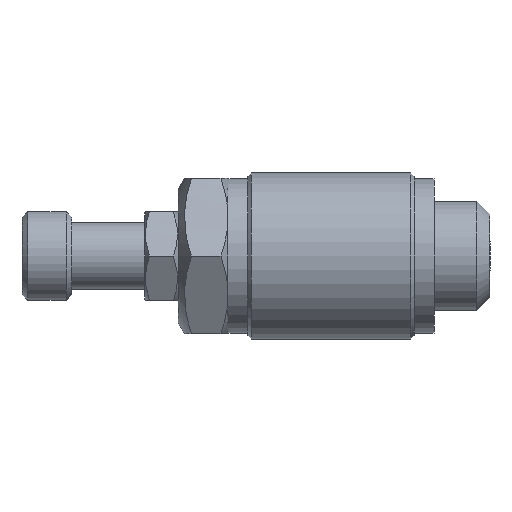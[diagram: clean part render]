
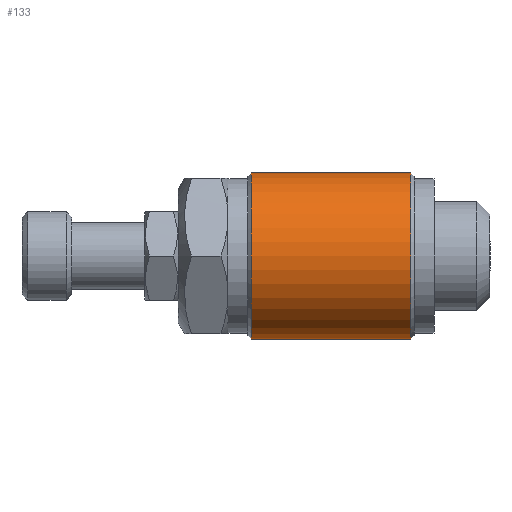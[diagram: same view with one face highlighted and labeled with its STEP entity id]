
A CAD part, left-side view. The second image highlights one B-rep face of the part: STEP entity #133.
In plain terms, the highlighted cylindrical face has radius 7.5 mm (diameter 15 mm), a full revolution.
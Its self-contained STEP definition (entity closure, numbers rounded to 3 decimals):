
#133 = ADVANCED_FACE( 'NONE', ( #360, #361, #362 ), #363, .T. );
#360 = FACE_OUTER_BOUND( '', #868, .T. );
#361 = FACE_OUTER_BOUND( '', #869, .T. );
#362 = FACE_BOUND( '', #870, .T. );
#363 = CYLINDRICAL_SURFACE( '', #871, 7.5 );
#868 = EDGE_LOOP( '', ( #3554 ) );
#869 = EDGE_LOOP( '', ( #3555 ) );
#870 = EDGE_LOOP( '', ( #3556, #3557 ) );
#871 = AXIS2_PLACEMENT_3D( '', #3558, #3559, #3560 );
#3554 = ORIENTED_EDGE( '', *, *, #5108, .T. );
#3555 = ORIENTED_EDGE( '', *, *, #5109, .T. );
#3556 = ORIENTED_EDGE( '', *, *, #5110, .T. );
#3557 = ORIENTED_EDGE( '', *, *, #5111, .T. );
#3558 = CARTESIAN_POINT( '', ( 0., 4.819, 0. ) );
#3559 = DIRECTION( '', ( 0., -1., 0. ) );
#3560 = DIRECTION( '', ( 0., 0., -1. ) );
#5108 = EDGE_CURVE( 'NONE', #5659, #5659, #5660, .T. );
#5109 = EDGE_CURVE( 'NONE', #5661, #5661, #5662, .T. );
#5110 = EDGE_CURVE( 'NONE', #5663, #5664, #5665, .T. );
#5111 = EDGE_CURVE( 'NONE', #5664, #5663, #5666, .T. );
#5659 = VERTEX_POINT( '', #6565 );
#5660 = CIRCLE( '', #6566, 7.5 );
#5661 = VERTEX_POINT( '', #6567 );
#5662 = CIRCLE( '', #6568, 7.5 );
#5663 = VERTEX_POINT( 'NONE', #6569 );
#5664 = VERTEX_POINT( 'NONE', #6570 );
#5665 = B_SPLINE_CURVE_WITH_KNOTS( '', 3, ( #6571, #6572, #6573, #6574, #6575, #6576, #6577, #6578, #6579, #6580, #6581, #6582, #6583, #6584, #6585, #6586, #6587, #6588, #6589, #6590, #6591, #6592, #6593, #6594, #6595, #6596, #6597 ), .UNSPECIFIED., .F., .F., ( 4, 1, 1, 1, 1, 1, 1, 1, 1, 1, 1, 1, 1, 1, 1, 1, 1, 1, 1, 1, 1, 1, 1, 1, 4 ), ( 0., 0.013, 0.026, 0.038, 0.05, 0.062, 0.093, 0.125, 0.186, 0.25, 0.313, 0.375, 0.438, 0.5, 0.562, 0.625, 0.687, 0.75, 0.814, 0.875, 0.907, 0.937, 0.953, 0.969, 1. ), .UNSPECIFIED. );
#5666 = B_SPLINE_CURVE_WITH_KNOTS( '', 3, ( #6598, #6599, #6600, #6601, #6602, #6603, #6604, #6605, #6606, #6607, #6608, #6609, #6610, #6611, #6612, #6613, #6614, #6615, #6616, #6617, #6618, #6619, #6620, #6621, #6622, #6623, #6624 ), .UNSPECIFIED., .F., .F., ( 4, 1, 1, 1, 1, 1, 1, 1, 1, 1, 1, 1, 1, 1, 1, 1, 1, 1, 1, 1, 1, 1, 1, 1, 4 ), ( 0., 0.013, 0.026, 0.038, 0.05, 0.062, 0.093, 0.125, 0.186, 0.25, 0.313, 0.375, 0.438, 0.5, 0.562, 0.625, 0.687, 0.75, 0.814, 0.875, 0.907, 0.937, 0.953, 0.969, 1. ), .UNSPECIFIED. );
#6565 = CARTESIAN_POINT( '', ( 0., 21.9, -7.5 ) );
#6566 = AXIS2_PLACEMENT_3D( '', #10194, #10195, #10196 );
#6567 = CARTESIAN_POINT( '', ( 0., 7.5, -7.5 ) );
#6568 = AXIS2_PLACEMENT_3D( '', #10197, #10198, #10199 );
#6569 = CARTESIAN_POINT( '', ( 5.662, 14.777, 4.918 ) );
#6570 = CARTESIAN_POINT( '', ( 5.662, 14.637, -4.918 ) );
#6571 = CARTESIAN_POINT( '', ( 5.662, 14.777, 4.918 ) );
#6572 = CARTESIAN_POINT( '', ( 5.664, 14.847, 4.916 ) );
#6573 = CARTESIAN_POINT( '', ( 5.668, 14.985, 4.911 ) );
#6574 = CARTESIAN_POINT( '', ( 5.682, 15.19, 4.895 ) );
#6575 = CARTESIAN_POINT( '', ( 5.701, 15.389, 4.873 ) );
#6576 = CARTESIAN_POINT( '', ( 5.726, 15.583, 4.844 ) );
#6577 = CARTESIAN_POINT( '', ( 5.772, 15.87, 4.79 ) );
#6578 = CARTESIAN_POINT( '', ( 5.854, 16.251, 4.69 ) );
#6579 = CARTESIAN_POINT( '', ( 6.028, 16.856, 4.467 ) );
#6580 = CARTESIAN_POINT( '', ( 6.298, 17.566, 4.088 ) );
#6581 = CARTESIAN_POINT( '', ( 6.655, 18.306, 3.486 ) );
#6582 = CARTESIAN_POINT( '', ( 6.995, 18.927, 2.751 ) );
#6583 = CARTESIAN_POINT( '', ( 7.278, 19.397, 1.891 ) );
#6584 = CARTESIAN_POINT( '', ( 7.463, 19.694, 0.94 ) );
#6585 = CARTESIAN_POINT( '', ( 7.522, 19.784, -0.07 ) );
#6586 = CARTESIAN_POINT( '', ( 7.445, 19.665, -1.075 ) );
#6587 = CARTESIAN_POINT( '', ( 7.244, 19.342, -2.015 ) );
#6588 = CARTESIAN_POINT( '', ( 6.951, 18.85, -2.859 ) );
#6589 = CARTESIAN_POINT( '', ( 6.606, 18.21, -3.577 ) );
#6590 = CARTESIAN_POINT( '', ( 6.25, 17.456, -4.16 ) );
#6591 = CARTESIAN_POINT( '', ( 5.987, 16.733, -4.521 ) );
#6592 = CARTESIAN_POINT( '', ( 5.822, 16.121, -4.729 ) );
#6593 = CARTESIAN_POINT( '', ( 5.743, 15.716, -4.823 ) );
#6594 = CARTESIAN_POINT( '', ( 5.699, 15.389, -4.875 ) );
#6595 = CARTESIAN_POINT( '', ( 5.667, 15.056, -4.913 ) );
#6596 = CARTESIAN_POINT( '', ( 5.664, 14.806, -4.916 ) );
#6597 = CARTESIAN_POINT( '', ( 5.662, 14.637, -4.918 ) );
#6598 = CARTESIAN_POINT( '', ( 5.662, 14.637, -4.918 ) );
#6599 = CARTESIAN_POINT( '', ( 5.664, 14.567, -4.916 ) );
#6600 = CARTESIAN_POINT( '', ( 5.668, 14.428, -4.912 ) );
#6601 = CARTESIAN_POINT( '', ( 5.681, 14.223, -4.897 ) );
#6602 = CARTESIAN_POINT( '', ( 5.7, 14.023, -4.875 ) );
#6603 = CARTESIAN_POINT( '', ( 5.724, 13.829, -4.847 ) );
#6604 = CARTESIAN_POINT( '', ( 5.769, 13.541, -4.792 ) );
#6605 = CARTESIAN_POINT( '', ( 5.851, 13.16, -4.693 ) );
#6606 = CARTESIAN_POINT( '', ( 6.025, 12.553, -4.471 ) );
#6607 = CARTESIAN_POINT( '', ( 6.295, 11.84, -4.093 ) );
#6608 = CARTESIAN_POINT( '', ( 6.653, 11.099, -3.49 ) );
#6609 = CARTESIAN_POINT( '', ( 6.993, 10.476, -2.755 ) );
#6610 = CARTESIAN_POINT( '', ( 7.277, 10.004, -1.894 ) );
#6611 = CARTESIAN_POINT( '', ( 7.463, 9.706, -0.941 ) );
#6612 = CARTESIAN_POINT( '', ( 7.522, 9.616, 0.07 ) );
#6613 = CARTESIAN_POINT( '', ( 7.445, 9.735, 1.077 ) );
#6614 = CARTESIAN_POINT( '', ( 7.243, 10.059, 2.018 ) );
#6615 = CARTESIAN_POINT( '', ( 6.949, 10.553, 2.863 ) );
#6616 = CARTESIAN_POINT( '', ( 6.604, 11.194, 3.581 ) );
#6617 = CARTESIAN_POINT( '', ( 6.247, 11.951, 4.165 ) );
#6618 = CARTESIAN_POINT( '', ( 5.984, 12.676, 4.525 ) );
#6619 = CARTESIAN_POINT( '', ( 5.82, 13.29, 4.732 ) );
#6620 = CARTESIAN_POINT( '', ( 5.742, 13.696, 4.826 ) );
#6621 = CARTESIAN_POINT( '', ( 5.698, 14.023, 4.877 ) );
#6622 = CARTESIAN_POINT( '', ( 5.666, 14.357, 4.914 ) );
#6623 = CARTESIAN_POINT( '', ( 5.664, 14.608, 4.916 ) );
#6624 = CARTESIAN_POINT( '', ( 5.662, 14.777, 4.918 ) );
#10194 = CARTESIAN_POINT( '', ( 0., 21.9, 0. ) );
#10195 = DIRECTION( '', ( 0., -1., 0. ) );
#10196 = DIRECTION( '', ( 0., 0., -1. ) );
#10197 = CARTESIAN_POINT( '', ( 0., 7.5, 0. ) );
#10198 = DIRECTION( '', ( 0., 1., 0. ) );
#10199 = DIRECTION( '', ( 0., 0., -1. ) );
